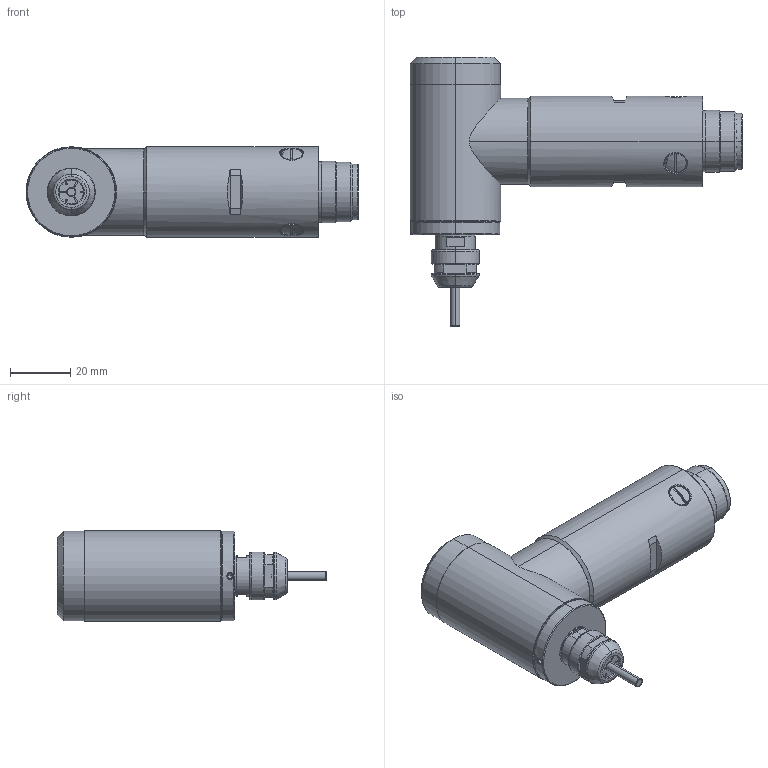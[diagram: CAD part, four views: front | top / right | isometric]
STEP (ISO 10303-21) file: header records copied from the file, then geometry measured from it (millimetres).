
FILE_DESCRIPTION (( 'STEP AP203' ), '1' );
FILE_NAME ('RAX-71E.STEP', '2020-12-23T02:01:14', ( '' ), ( '' ), 'SwSTEP 2.0', 'SolidWorks 2017', '' );
FILE_SCHEMA (( 'CONFIG_CONTROL_DESIGN' ));
Length unit declared in the file: millimetre
Products named in the file (1): RAX-71E
Bounding box: 110 x 89.17 x 30 mm (x, y, z)
Volume: 26599.4 mm3; surface area: 30690.6 mm2
Topology: 14 solids, 14 shells, 350 faces, 795 edges, 496 vertices
Faces by surface type: cylinder 131, plane 109, cone 84, bspline 26
Entity records: 11866 total; most frequent: CARTESIAN_POINT 3963, DIRECTION 1693, ORIENTED_EDGE 1570, EDGE_CURVE 785, AXIS2_PLACEMENT_3D 698, VERTEX_POINT 496, EDGE_LOOP 403, CIRCLE 373
